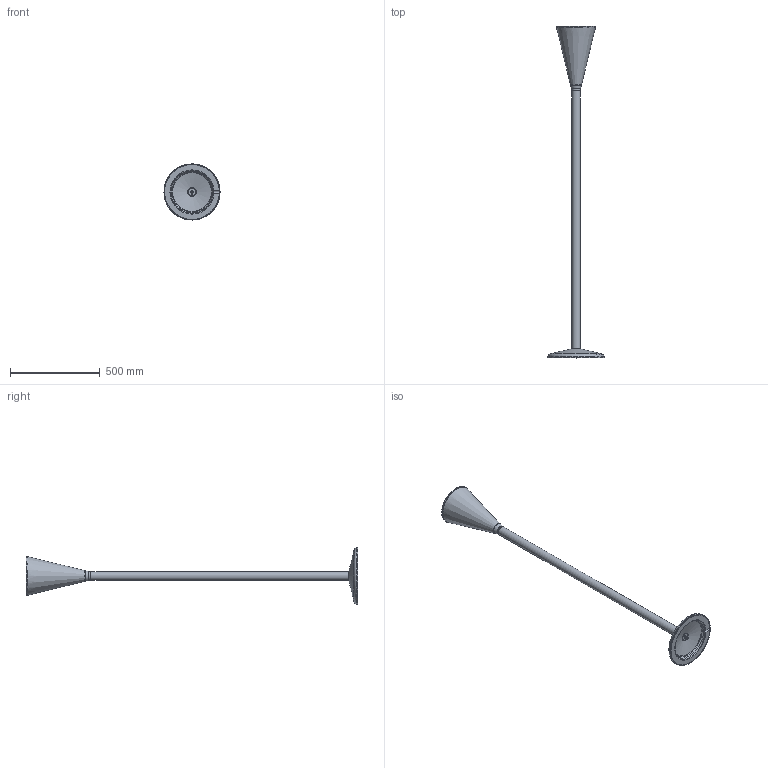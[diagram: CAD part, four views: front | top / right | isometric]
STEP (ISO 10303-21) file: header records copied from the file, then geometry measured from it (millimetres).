
FILE_DESCRIPTION(/* description */ (''),/* implementation_level */ '2;1');
FILE_NAME(/* name */ 'F005630xxxxxWL.stp',/* time_stamp */ '2020-01-15T11:44:01+01:00',/* author */ ('sghezzi'),/* organization */ (''),/* preprocessor_version */ 'ST-DEVELOPER v17.2',/* originating_system */ 'Autodesk Inventor 2019',/* authorisation */ '');
FILE_SCHEMA (('AUTOMOTIVE_DESIGN { 1 0 10303 214 3 1 1 }'));
Length unit declared in the file: millimetre
Products named in the file (17): Assieme Luminartor Led; Base Luminator; Rondella sottobase; Copribase Luminator; Rondella Tira a Pacco; Assieme Luminator cono e stelo; Canotto Luminator; Cono Luminator; Tige Luminator; Raccordo_M10x1 M4 MA; 064004000; 061010000_Bloccacavo 5069_7_2 Ny Nr; Riflettore Luminator Led strada; Dissipatore; Disco fissaggio elettrificazione; Distanziale; Diffusore Plastico
Assembly tree (16 placements, depth 3):
  Assieme Luminartor Led
    Base Luminator
    Rondella sottobase
    Copribase Luminator
    Rondella Tira a Pacco
    Assieme Luminator cono e stelo
      Canotto Luminator
      Cono Luminator
    Raccordo_M10x1 M4 MA
    064004000
    061010000_Bloccacavo 5069_7_2 Ny Nr
    Riflettore Luminator Led strada
    Dissipatore
    Disco fissaggio elettrificazione
    Distanziale  x2
    Diffusore Plastico
  Tige Luminator
Bounding box: 312.4 x 1845.8 x 312.4 mm (x, y, z)
Volume: 1976103.4 mm3; surface area: 1468883.1 mm2
Topology: 16 solids, 16 shells, 180 faces, 463 edges, 319 vertices
Faces by surface type: cylinder 76, plane 59, torus 25, cone 20
Full cylindrical faces by diameter (mm): 4 x8, 4.2 x2, 4.5 x19, 7 x2, 8 x4, 10 x4, 10.2 x1, 10.5 x1, 13 x4, 13.2 x1, 13.5 x1, 14 x1, 20 x1, 42 x1, 44 x2, 46 x1, 47.4 x1, 47.6 x2, 48.4 x1, 50 x3, 52 x1, 60.5 x1, 86 x1, 110 x1, 213 x1, 215 x1, 310 x1, 312.4 x1
Entity records: 6692 total; most frequent: CARTESIAN_POINT 1277, DIRECTION 1130, ORIENTED_EDGE 914, AXIS2_PLACEMENT_3D 494, EDGE_CURVE 457, VERTEX_POINT 315, CIRCLE 284, EDGE_LOOP 276
